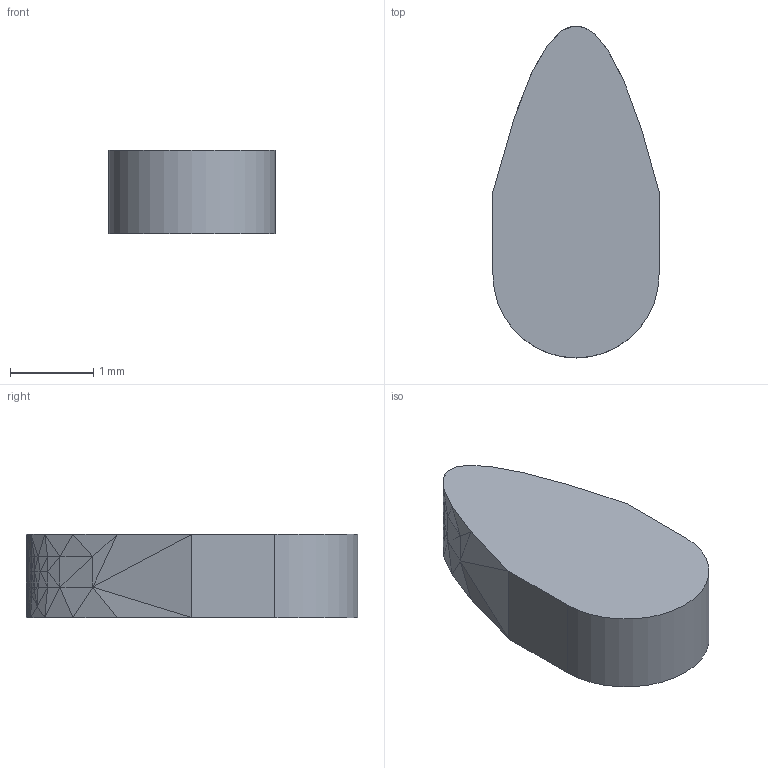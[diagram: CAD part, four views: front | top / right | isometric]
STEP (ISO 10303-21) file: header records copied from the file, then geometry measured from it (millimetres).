
FILE_DESCRIPTION(('Open CASCADE Model'),'2;1');
FILE_NAME('Open CASCADE Shape Model','2024-06-05T00:21:54',('Author'),( 'Open CASCADE'),'Open CASCADE STEP processor 7.7','Open CASCADE 7.7' ,'Unknown');
FILE_SCHEMA(('AUTOMOTIVE_DESIGN { 1 0 10303 214 1 1 1 1 }'));
Length unit declared in the file: millimetre
Products named in the file (3): 3a9659b2-22c9-11ef-ac91-a434d95c2a9c; 3afad612-22c9-11ef-ac91-a434d95c2a9c; 3afad612-22c9-11ef-ac91-a434d95c2a9c_part
Assembly tree (2 placements, depth 3):
  3a9659b2-22c9-11ef-ac91-a434d95c2a9c
    3afad612-22c9-11ef-ac91-a434d95c2a9c
      3afad612-22c9-11ef-ac91-a434d95c2a9c_part
Bounding box: 2 x 4 x 1 mm (x, y, z)
Volume: 6.2 mm3; surface area: 22.2 mm2
Topology: 1 solids, 1 shells, 255 faces, 395 edges, 142 vertices
Faces by surface type: plane 254, cylinder 1
Entity records: 10158 total; most frequent: CARTESIAN_POINT 1716, DIRECTION 1577, LINE 1056, VECTOR 1056, ORIENTED_EDGE 790, PCURVE 790, DEFINITIONAL_REPRESENTATION 790, EDGE_CURVE 395
